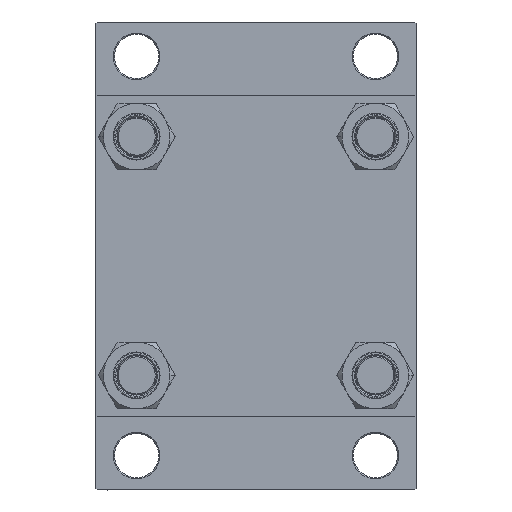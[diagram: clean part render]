
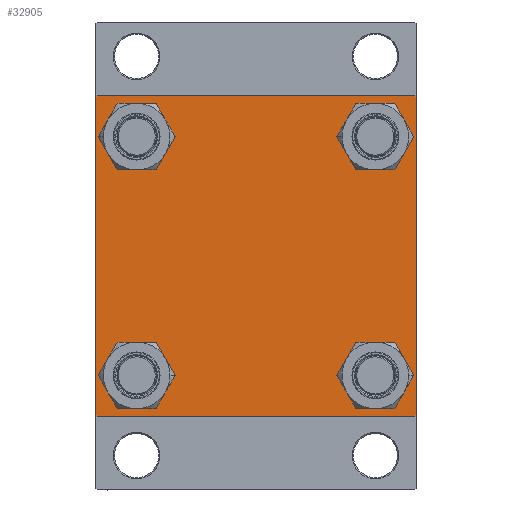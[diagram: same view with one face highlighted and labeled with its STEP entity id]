
A CAD part, left-side view. The second image highlights one B-rep face of the part: STEP entity #32905.
In plain terms, the highlighted planar face has unit normal (-1, 0, 0).
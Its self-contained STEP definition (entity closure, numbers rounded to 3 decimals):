
#119 = AXIS2_PLACEMENT_3D ( 'NONE', #7709, #29056, #14491 ) ;
#679 = DIRECTION ( 'NONE',  ( 0., -0.707, 0.707 ) ) ;
#1859 = ORIENTED_EDGE ( 'NONE', *, *, #37511, .T. ) ;
#2019 = FACE_BOUND ( 'NONE', #19093, .T. ) ;
#2440 = CIRCLE ( 'NONE', #119, 8.5 ) ;
#3438 = VERTEX_POINT ( 'NONE', #4979 ) ;
#3718 = ORIENTED_EDGE ( 'NONE', *, *, #15313, .T. ) ;
#3808 = VERTEX_POINT ( 'NONE', #9732 ) ;
#4132 = EDGE_LOOP ( 'NONE', ( #3718, #23377, #5916, #17963, #46263, #46924, #7786, #1859 ) ) ;
#4715 = PLANE ( 'NONE',  #33367 ) ;
#4915 = ORIENTED_EDGE ( 'NONE', *, *, #17656, .T. ) ;
#4954 = FACE_BOUND ( 'NONE', #25976, .T. ) ;
#4979 = CARTESIAN_POINT ( 'NONE',  ( 0., -65., -64.5 ) ) ;
#5354 = DIRECTION ( 'NONE',  ( 0., 0., 1. ) ) ;
#5620 = CARTESIAN_POINT ( 'NONE',  ( 0., -48.45, -39.95 ) ) ;
#5916 = ORIENTED_EDGE ( 'NONE', *, *, #7559, .T. ) ;
#6387 = DIRECTION ( 'NONE',  ( 0., 0., 1. ) ) ;
#6465 = DIRECTION ( 'NONE',  ( 0., 0., 1. ) ) ;
#6619 = CARTESIAN_POINT ( 'NONE',  ( 0., -48.45, 48.45 ) ) ;
#7041 = CARTESIAN_POINT ( 'NONE',  ( 0., 64.5, 65. ) ) ;
#7559 = EDGE_CURVE ( 'NONE', #18440, #41857, #11433, .T. ) ;
#7709 = CARTESIAN_POINT ( 'NONE',  ( 0., -48.45, -48.45 ) ) ;
#7786 = ORIENTED_EDGE ( 'NONE', *, *, #45726, .F. ) ;
#7938 = EDGE_CURVE ( 'NONE', #47386, #30144, #18518, .T. ) ;
#7965 = CARTESIAN_POINT ( 'NONE',  ( 0., -64.75, -64.75 ) ) ;
#7977 = ORIENTED_EDGE ( 'NONE', *, *, #7938, .T. ) ;
#8601 = CARTESIAN_POINT ( 'NONE',  ( 0., -65., 65. ) ) ;
#8829 = FACE_BOUND ( 'NONE', #37064, .T. ) ;
#9229 = DIRECTION ( 'NONE',  ( 1., 0., 0. ) ) ;
#9536 = FACE_OUTER_BOUND ( 'NONE', #4132, .T. ) ;
#9732 = CARTESIAN_POINT ( 'NONE',  ( 0., -48.45, 56.95 ) ) ;
#9750 = ORIENTED_EDGE ( 'NONE', *, *, #34482, .T. ) ;
#10326 = DIRECTION ( 'NONE',  ( 0., -1., 0. ) ) ;
#10666 = CIRCLE ( 'NONE', #29304, 8.5 ) ;
#10678 = VECTOR ( 'NONE', #41828, 1000. ) ;
#10945 = CARTESIAN_POINT ( 'NONE',  ( 0., 48.45, -39.95 ) ) ;
#11291 = CIRCLE ( 'NONE', #24460, 8.5 ) ;
#11433 = LINE ( 'NONE', #25530, #15449 ) ;
#12559 = DIRECTION ( 'NONE',  ( 0., 0., 1. ) ) ;
#12700 = LINE ( 'NONE', #8601, #35865 ) ;
#13017 = VERTEX_POINT ( 'NONE', #35086 ) ;
#13169 = CARTESIAN_POINT ( 'NONE',  ( 0., 0., 0. ) ) ;
#13256 = LINE ( 'NONE', #46724, #33536 ) ;
#14337 = CARTESIAN_POINT ( 'NONE',  ( 0., 48.45, 48.45 ) ) ;
#14486 = DIRECTION ( 'NONE',  ( 1., 0., 0. ) ) ;
#14491 = DIRECTION ( 'NONE',  ( 0., 0., 1. ) ) ;
#14822 = DIRECTION ( 'NONE',  ( 1., 0., 0. ) ) ;
#15313 = EDGE_CURVE ( 'NONE', #47501, #33673, #17758, .T. ) ;
#15449 = VECTOR ( 'NONE', #33761, 1000. ) ;
#15831 = VERTEX_POINT ( 'NONE', #7041 ) ;
#15932 = LINE ( 'NONE', #27113, #36229 ) ;
#16797 = DIRECTION ( 'NONE',  ( 0., 0., 1. ) ) ;
#16975 = EDGE_CURVE ( 'NONE', #3808, #41196, #24901, .T. ) ;
#17574 = ORIENTED_EDGE ( 'NONE', *, *, #20810, .T. ) ;
#17656 = EDGE_CURVE ( 'NONE', #41196, #3808, #11291, .T. ) ;
#17682 = CARTESIAN_POINT ( 'NONE',  ( 0., 48.45, 39.95 ) ) ;
#17758 = LINE ( 'NONE', #21634, #46571 ) ;
#17963 = ORIENTED_EDGE ( 'NONE', *, *, #35326, .T. ) ;
#17978 = VERTEX_POINT ( 'NONE', #28997 ) ;
#18440 = VERTEX_POINT ( 'NONE', #43118 ) ;
#18518 = CIRCLE ( 'NONE', #37910, 8.5 ) ;
#18963 = VERTEX_POINT ( 'NONE', #40143 ) ;
#19093 = EDGE_LOOP ( 'NONE', ( #20212, #9750 ) ) ;
#19346 = EDGE_CURVE ( 'NONE', #30144, #47386, #43837, .T. ) ;
#20212 = ORIENTED_EDGE ( 'NONE', *, *, #24457, .T. ) ;
#20810 = EDGE_CURVE ( 'NONE', #41668, #18963, #32318, .T. ) ;
#20958 = DIRECTION ( 'NONE',  ( 0., 0., 1. ) ) ;
#21634 = CARTESIAN_POINT ( 'NONE',  ( 0., 65., 65. ) ) ;
#22574 = ORIENTED_EDGE ( 'NONE', *, *, #19346, .T. ) ;
#23377 = ORIENTED_EDGE ( 'NONE', *, *, #45906, .T. ) ;
#23482 = CARTESIAN_POINT ( 'NONE',  ( 0., 48.45, -48.45 ) ) ;
#23792 = CARTESIAN_POINT ( 'NONE',  ( 0., 48.45, 48.45 ) ) ;
#23887 = EDGE_CURVE ( 'NONE', #18963, #41668, #10666, .T. ) ;
#24287 = LINE ( 'NONE', #28164, #28184 ) ;
#24457 = EDGE_CURVE ( 'NONE', #40199, #17978, #43235, .T. ) ;
#24460 = AXIS2_PLACEMENT_3D ( 'NONE', #32939, #14486, #29290 ) ;
#24818 = DIRECTION ( 'NONE',  ( 1., 0., 0. ) ) ;
#24901 = CIRCLE ( 'NONE', #28771, 8.5 ) ;
#25012 = DIRECTION ( 'NONE',  ( 0., 0.707, 0.707 ) ) ;
#25378 = DIRECTION ( 'NONE',  ( 1., 0., 0. ) ) ;
#25530 = CARTESIAN_POINT ( 'NONE',  ( 0., 65., -65. ) ) ;
#25746 = VECTOR ( 'NONE', #679, 1000. ) ;
#25976 = EDGE_LOOP ( 'NONE', ( #32853, #17574 ) ) ;
#27113 = CARTESIAN_POINT ( 'NONE',  ( 0., 65., 65. ) ) ;
#27831 = DIRECTION ( 'NONE',  ( 1., 0., 0. ) ) ;
#27844 = CARTESIAN_POINT ( 'NONE',  ( 0., -48.45, -48.45 ) ) ;
#28023 = CARTESIAN_POINT ( 'NONE',  ( 0., 48.45, -56.95 ) ) ;
#28164 = CARTESIAN_POINT ( 'NONE',  ( 0., -64.75, 64.75 ) ) ;
#28184 = VECTOR ( 'NONE', #25012, 1000. ) ;
#28288 = DIRECTION ( 'NONE',  ( 0., 0.707, -0.707 ) ) ;
#28767 = CARTESIAN_POINT ( 'NONE',  ( 0., 48.45, -48.45 ) ) ;
#28771 = AXIS2_PLACEMENT_3D ( 'NONE', #6619, #24818, #6387 ) ;
#28997 = CARTESIAN_POINT ( 'NONE',  ( 0., -48.45, -56.95 ) ) ;
#29056 = DIRECTION ( 'NONE',  ( 1., 0., 0. ) ) ;
#29290 = DIRECTION ( 'NONE',  ( 0., 0., 1. ) ) ;
#29304 = AXIS2_PLACEMENT_3D ( 'NONE', #14337, #14822, #20958 ) ;
#30144 = VERTEX_POINT ( 'NONE', #10945 ) ;
#30158 = EDGE_LOOP ( 'NONE', ( #37848, #4915 ) ) ;
#31376 = DIRECTION ( 'NONE',  ( 0., 0., -1. ) ) ;
#32318 = CIRCLE ( 'NONE', #47790, 8.5 ) ;
#32425 = AXIS2_PLACEMENT_3D ( 'NONE', #27844, #42624, #42855 ) ;
#32853 = ORIENTED_EDGE ( 'NONE', *, *, #23887, .T. ) ;
#32887 = LINE ( 'NONE', #47670, #10678 ) ;
#32905 = ADVANCED_FACE ( 'NONE', ( #46165, #2019, #8829, #4954, #9536 ), #4715, .T. ) ;
#32939 = CARTESIAN_POINT ( 'NONE',  ( 0., -48.45, 48.45 ) ) ;
#33367 = AXIS2_PLACEMENT_3D ( 'NONE', #13169, #34776, #16797 ) ;
#33536 = VECTOR ( 'NONE', #28288, 1000. ) ;
#33673 = VERTEX_POINT ( 'NONE', #40442 ) ;
#33761 = DIRECTION ( 'NONE',  ( 0., -1., 0. ) ) ;
#34482 = EDGE_CURVE ( 'NONE', #17978, #40199, #2440, .T. ) ;
#34776 = DIRECTION ( 'NONE',  ( -1., 0., 0. ) ) ;
#35086 = CARTESIAN_POINT ( 'NONE',  ( 0., -64.5, 65. ) ) ;
#35326 = EDGE_CURVE ( 'NONE', #41857, #3438, #41185, .T. ) ;
#35364 = AXIS2_PLACEMENT_3D ( 'NONE', #23482, #27831, #12559 ) ;
#35865 = VECTOR ( 'NONE', #31376, 1000. ) ;
#36229 = VECTOR ( 'NONE', #10326, 1000. ) ;
#36892 = CARTESIAN_POINT ( 'NONE',  ( 0., 65., 64.5 ) ) ;
#37064 = EDGE_LOOP ( 'NONE', ( #22574, #7977 ) ) ;
#37511 = EDGE_CURVE ( 'NONE', #15831, #47501, #13256, .T. ) ;
#37848 = ORIENTED_EDGE ( 'NONE', *, *, #16975, .T. ) ;
#37910 = AXIS2_PLACEMENT_3D ( 'NONE', #28767, #25378, #6465 ) ;
#39012 = EDGE_CURVE ( 'NONE', #39092, #3438, #12700, .T. ) ;
#39092 = VERTEX_POINT ( 'NONE', #47542 ) ;
#39821 = DIRECTION ( 'NONE',  ( 0., 0., -1. ) ) ;
#40143 = CARTESIAN_POINT ( 'NONE',  ( 0., 48.45, 56.95 ) ) ;
#40199 = VERTEX_POINT ( 'NONE', #5620 ) ;
#40358 = EDGE_CURVE ( 'NONE', #39092, #13017, #24287, .T. ) ;
#40442 = CARTESIAN_POINT ( 'NONE',  ( 0., 65., -64.5 ) ) ;
#41185 = LINE ( 'NONE', #7965, #25746 ) ;
#41196 = VERTEX_POINT ( 'NONE', #42735 ) ;
#41668 = VERTEX_POINT ( 'NONE', #17682 ) ;
#41828 = DIRECTION ( 'NONE',  ( 0., -0.707, -0.707 ) ) ;
#41857 = VERTEX_POINT ( 'NONE', #46513 ) ;
#42624 = DIRECTION ( 'NONE',  ( 1., 0., 0. ) ) ;
#42735 = CARTESIAN_POINT ( 'NONE',  ( 0., -48.45, 39.95 ) ) ;
#42855 = DIRECTION ( 'NONE',  ( 0., 0., 1. ) ) ;
#43118 = CARTESIAN_POINT ( 'NONE',  ( 0., 64.5, -65. ) ) ;
#43235 = CIRCLE ( 'NONE', #32425, 8.5 ) ;
#43837 = CIRCLE ( 'NONE', #35364, 8.5 ) ;
#45726 = EDGE_CURVE ( 'NONE', #15831, #13017, #15932, .T. ) ;
#45906 = EDGE_CURVE ( 'NONE', #33673, #18440, #32887, .T. ) ;
#46165 = FACE_BOUND ( 'NONE', #30158, .T. ) ;
#46263 = ORIENTED_EDGE ( 'NONE', *, *, #39012, .F. ) ;
#46513 = CARTESIAN_POINT ( 'NONE',  ( 0., -64.5, -65. ) ) ;
#46571 = VECTOR ( 'NONE', #39821, 1000. ) ;
#46724 = CARTESIAN_POINT ( 'NONE',  ( 0., 64.75, 64.75 ) ) ;
#46924 = ORIENTED_EDGE ( 'NONE', *, *, #40358, .T. ) ;
#47386 = VERTEX_POINT ( 'NONE', #28023 ) ;
#47501 = VERTEX_POINT ( 'NONE', #36892 ) ;
#47542 = CARTESIAN_POINT ( 'NONE',  ( 0., -65., 64.5 ) ) ;
#47670 = CARTESIAN_POINT ( 'NONE',  ( 0., 64.75, -64.75 ) ) ;
#47790 = AXIS2_PLACEMENT_3D ( 'NONE', #23792, #9229, #5354 ) ;
